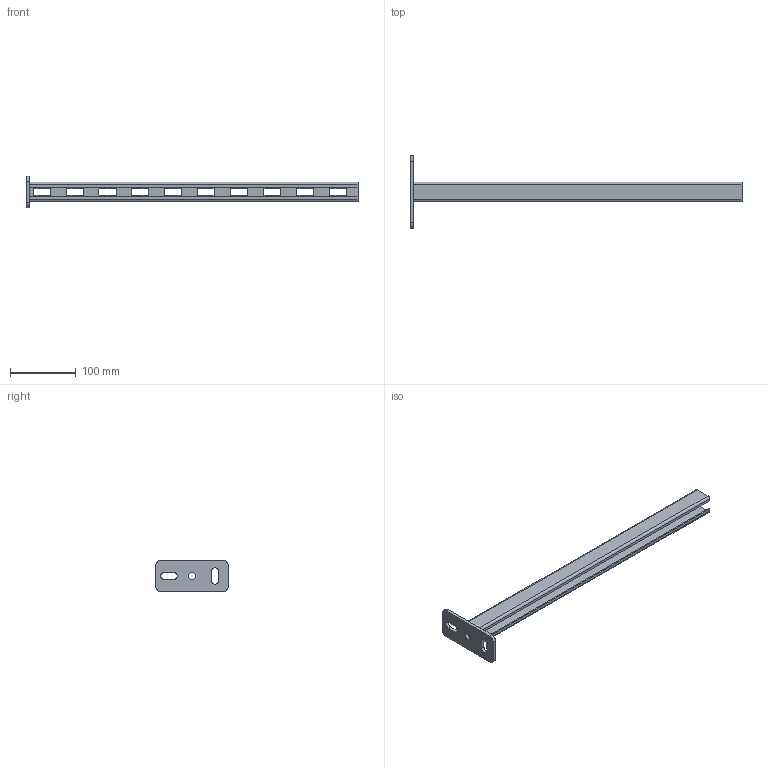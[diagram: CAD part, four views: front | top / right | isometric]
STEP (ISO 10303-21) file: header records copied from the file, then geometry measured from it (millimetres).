
FILE_DESCRIPTION (( 'STEP AP203' ), '1' );
FILE_NAME ('3D_R6432 x500_173482250.STEP', '2024-08-26T08:39:05', ( '' ), ( '' ), 'SwSTEP 2.0', 'SolidWorks 2024', '' );
FILE_SCHEMA (( 'CONFIG_CONTROL_DESIGN' ));
Length unit declared in the file: millimetre
Products named in the file (1): 3D_R6432 x500_173482250
Bounding box: 505 x 110 x 48 mm (x, y, z)
Volume: 110424.9 mm3; surface area: 102264.4 mm2
Topology: 1 solids, 1 shells, 122 faces, 357 edges, 238 vertices
Faces by surface type: plane 63, cylinder 59
Entity records: 4208 total; most frequent: DIRECTION 721, CARTESIAN_POINT 718, ORIENTED_EDGE 714, EDGE_CURVE 357, AXIS2_PLACEMENT_3D 241, LINE 239, VECTOR 239, VERTEX_POINT 238
